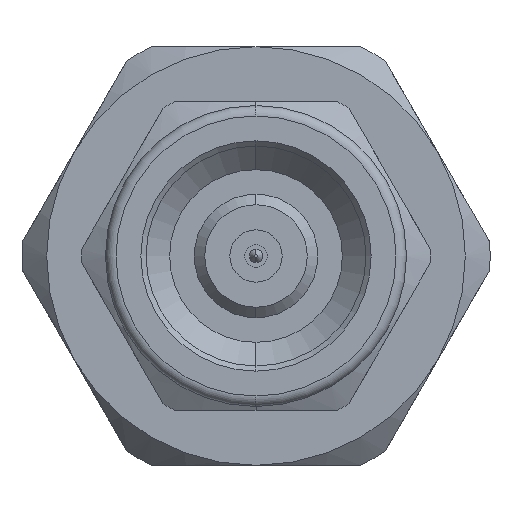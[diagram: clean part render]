
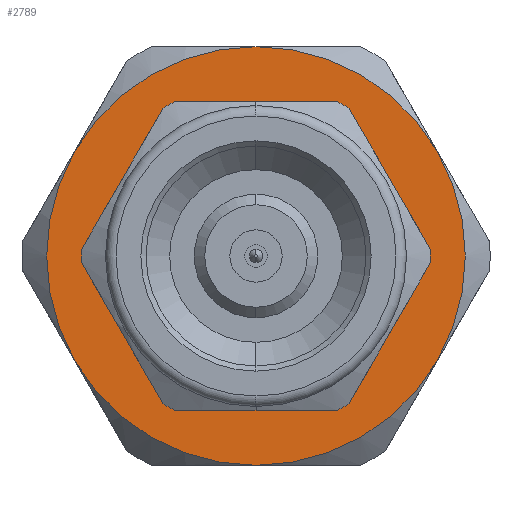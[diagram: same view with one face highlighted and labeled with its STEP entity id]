
A CAD part, left-side view. The second image highlights one B-rep face of the part: STEP entity #2789.
In plain terms, the highlighted planar face has unit normal (-1, 0, 0).
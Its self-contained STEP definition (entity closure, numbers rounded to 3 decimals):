
#1 = DIRECTION ( 'NONE',  ( 0., 0., 1. ) ) ;
#33 = AXIS2_PLACEMENT_3D ( 'NONE', #3388, #1349, #3434 ) ;
#103 = DIRECTION ( 'NONE',  ( 1., 0., 0. ) ) ;
#173 = DIRECTION ( 'NONE',  ( 0., 0., 1. ) ) ;
#260 = DIRECTION ( 'NONE',  ( 0., 0., 1. ) ) ;
#271 = VERTEX_POINT ( 'NONE', #1944 ) ;
#283 = ORIENTED_EDGE ( 'NONE', *, *, #1731, .T. ) ;
#379 = CARTESIAN_POINT ( 'NONE',  ( 7.15, 0., 2.75 ) ) ;
#383 = ORIENTED_EDGE ( 'NONE', *, *, #1598, .T. ) ;
#437 = VERTEX_POINT ( 'NONE', #1450 ) ;
#467 = CARTESIAN_POINT ( 'NONE',  ( 7.15, 0., 0. ) ) ;
#573 = AXIS2_PLACEMENT_3D ( 'NONE', #980, #1320, #1 ) ;
#577 = EDGE_CURVE ( 'NONE', #3491, #4340, #4230, .T. ) ;
#752 = CARTESIAN_POINT ( 'NONE',  ( 7.15, 3.464, -2. ) ) ;
#786 = AXIS2_PLACEMENT_3D ( 'NONE', #3263, #846, #260 ) ;
#800 = CIRCLE ( 'NONE', #33, 4. ) ;
#814 = DIRECTION ( 'NONE',  ( -1., 0., 0. ) ) ;
#818 = CIRCLE ( 'NONE', #1691, 2.75 ) ;
#826 = CARTESIAN_POINT ( 'NONE',  ( 7.15, 0., -2.75 ) ) ;
#846 = DIRECTION ( 'NONE',  ( -1., 0., 0. ) ) ;
#870 = CARTESIAN_POINT ( 'NONE',  ( 7.15, 0., 0. ) ) ;
#980 = CARTESIAN_POINT ( 'NONE',  ( 7.15, 0., 0. ) ) ;
#1010 = EDGE_LOOP ( 'NONE', ( #283, #2965 ) ) ;
#1115 = VERTEX_POINT ( 'NONE', #2093 ) ;
#1161 = DIRECTION ( 'NONE',  ( -1., 0., 0. ) ) ;
#1208 = ORIENTED_EDGE ( 'NONE', *, *, #1798, .T. ) ;
#1219 = EDGE_LOOP ( 'NONE', ( #2591, #3564, #2801, #2943, #1208, #383 ) ) ;
#1305 = CARTESIAN_POINT ( 'NONE',  ( 7.15, 0., 0. ) ) ;
#1320 = DIRECTION ( 'NONE',  ( -1., 0., 0. ) ) ;
#1349 = DIRECTION ( 'NONE',  ( -1., 0., 0. ) ) ;
#1376 = VERTEX_POINT ( 'NONE', #2686 ) ;
#1404 = CARTESIAN_POINT ( 'NONE',  ( 7.15, 0., 0. ) ) ;
#1450 = CARTESIAN_POINT ( 'NONE',  ( 7.15, -3.464, -2. ) ) ;
#1527 = VERTEX_POINT ( 'NONE', #752 ) ;
#1598 = EDGE_CURVE ( 'NONE', #437, #1115, #2461, .T. ) ;
#1637 = AXIS2_PLACEMENT_3D ( 'NONE', #870, #3217, #2605 ) ;
#1691 = AXIS2_PLACEMENT_3D ( 'NONE', #1305, #3251, #2944 ) ;
#1731 = EDGE_CURVE ( 'NONE', #4340, #3491, #818, .T. ) ;
#1798 = EDGE_CURVE ( 'NONE', #271, #437, #800, .T. ) ;
#1944 = CARTESIAN_POINT ( 'NONE',  ( 7.15, 0., -4. ) ) ;
#1969 = AXIS2_PLACEMENT_3D ( 'NONE', #3131, #103, #173 ) ;
#1984 = FACE_BOUND ( 'NONE', #1010, .T. ) ;
#2034 = CARTESIAN_POINT ( 'NONE',  ( 7.15, 0., 4. ) ) ;
#2093 = CARTESIAN_POINT ( 'NONE',  ( 7.15, -3.464, 2. ) ) ;
#2306 = FACE_OUTER_BOUND ( 'NONE', #1219, .T. ) ;
#2311 = EDGE_CURVE ( 'NONE', #1527, #271, #3693, .T. ) ;
#2443 = EDGE_CURVE ( 'NONE', #1376, #1527, #4327, .T. ) ;
#2444 = EDGE_CURVE ( 'NONE', #2807, #1376, #2913, .T. ) ;
#2461 = CIRCLE ( 'NONE', #3152, 4. ) ;
#2480 = DIRECTION ( 'NONE',  ( 0., 0., 1. ) ) ;
#2500 = AXIS2_PLACEMENT_3D ( 'NONE', #3153, #1161, #2480 ) ;
#2510 = DIRECTION ( 'NONE',  ( 0., 0., 1. ) ) ;
#2591 = ORIENTED_EDGE ( 'NONE', *, *, #2653, .T. ) ;
#2605 = DIRECTION ( 'NONE',  ( 0., 0., 1. ) ) ;
#2653 = EDGE_CURVE ( 'NONE', #1115, #2807, #3832, .T. ) ;
#2686 = CARTESIAN_POINT ( 'NONE',  ( 7.15, 3.464, 2. ) ) ;
#2755 = DIRECTION ( 'NONE',  ( 0., 0., 1. ) ) ;
#2789 = ADVANCED_FACE ( 'NONE', ( #2306, #1984 ), #3002, .T. ) ;
#2801 = ORIENTED_EDGE ( 'NONE', *, *, #2443, .T. ) ;
#2807 = VERTEX_POINT ( 'NONE', #2034 ) ;
#2913 = CIRCLE ( 'NONE', #786, 4. ) ;
#2943 = ORIENTED_EDGE ( 'NONE', *, *, #2311, .T. ) ;
#2944 = DIRECTION ( 'NONE',  ( 0., 0., 1. ) ) ;
#2965 = ORIENTED_EDGE ( 'NONE', *, *, #577, .T. ) ;
#2981 = AXIS2_PLACEMENT_3D ( 'NONE', #1404, #4100, #2755 ) ;
#3002 = PLANE ( 'NONE',  #573 ) ;
#3131 = CARTESIAN_POINT ( 'NONE',  ( 7.15, 0., 0. ) ) ;
#3152 = AXIS2_PLACEMENT_3D ( 'NONE', #467, #814, #2510 ) ;
#3153 = CARTESIAN_POINT ( 'NONE',  ( 7.15, 0., 0. ) ) ;
#3217 = DIRECTION ( 'NONE',  ( -1., 0., 0. ) ) ;
#3251 = DIRECTION ( 'NONE',  ( 1., 0., 0. ) ) ;
#3263 = CARTESIAN_POINT ( 'NONE',  ( 7.15, 0., 0. ) ) ;
#3388 = CARTESIAN_POINT ( 'NONE',  ( 7.15, 0., 0. ) ) ;
#3434 = DIRECTION ( 'NONE',  ( 0., 0., 1. ) ) ;
#3491 = VERTEX_POINT ( 'NONE', #826 ) ;
#3564 = ORIENTED_EDGE ( 'NONE', *, *, #2444, .T. ) ;
#3693 = CIRCLE ( 'NONE', #2500, 4. ) ;
#3832 = CIRCLE ( 'NONE', #2981, 4. ) ;
#4100 = DIRECTION ( 'NONE',  ( -1., 0., 0. ) ) ;
#4230 = CIRCLE ( 'NONE', #1969, 2.75 ) ;
#4327 = CIRCLE ( 'NONE', #1637, 4. ) ;
#4340 = VERTEX_POINT ( 'NONE', #379 ) ;
